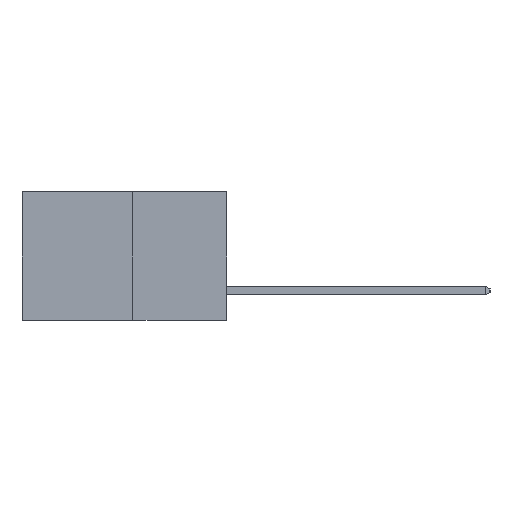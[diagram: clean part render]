
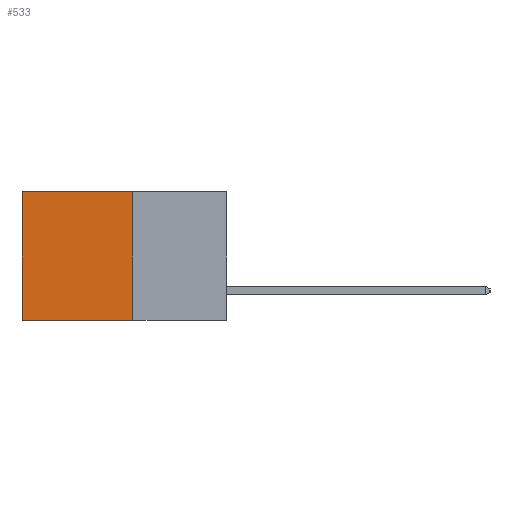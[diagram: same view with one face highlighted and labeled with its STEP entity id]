
A CAD part, left-side view. The second image highlights one B-rep face of the part: STEP entity #533.
In plain terms, the highlighted planar face has unit normal (-1, 0, 0).
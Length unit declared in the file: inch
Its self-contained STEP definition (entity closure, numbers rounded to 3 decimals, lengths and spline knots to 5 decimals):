
#44 = PLANE ( 'NONE',  #8497 ) ;
#97 = CARTESIAN_POINT ( 'NONE',  ( 0.277, 0.27, -0.37 ) ) ;
#216 = CARTESIAN_POINT ( 'NONE',  ( 0.277, 0.59, -0.37 ) ) ;
#413 = LINE ( 'NONE', #3339, #10123 ) ;
#533 = ADVANCED_FACE ( 'NONE', ( #5284 ), #44, .F. ) ;
#582 = ORIENTED_EDGE ( 'NONE', *, *, #6382, .F. ) ;
#838 = EDGE_LOOP ( 'NONE', ( #7145, #6018, #582, #10233 ) ) ;
#1535 = VERTEX_POINT ( 'NONE', #10512 ) ;
#1686 = VECTOR ( 'NONE', #3617, 39.37008 ) ;
#1773 = EDGE_CURVE ( 'NONE', #10449, #1535, #9756, .T. ) ;
#1865 = EDGE_CURVE ( 'NONE', #6024, #9317, #4700, .T. ) ;
#2569 = VECTOR ( 'NONE', #9228, 39.37008 ) ;
#3339 = CARTESIAN_POINT ( 'NONE',  ( 0.277, 0.27, -0.37 ) ) ;
#3575 = VECTOR ( 'NONE', #10239, 39.37008 ) ;
#3617 = DIRECTION ( 'NONE',  ( 0., 1., 0. ) ) ;
#3745 = CARTESIAN_POINT ( 'NONE',  ( 0.277, 0.27, -0.37 ) ) ;
#3803 = CARTESIAN_POINT ( 'NONE',  ( 0.277, 0.27, 0. ) ) ;
#4700 = LINE ( 'NONE', #97, #1686 ) ;
#5284 = FACE_OUTER_BOUND ( 'NONE', #838, .T. ) ;
#5426 = CARTESIAN_POINT ( 'NONE',  ( 0.277, 0.27, 0. ) ) ;
#5673 = CARTESIAN_POINT ( 'NONE',  ( 0.277, 0.59, -0.37 ) ) ;
#6018 = ORIENTED_EDGE ( 'NONE', *, *, #1865, .F. ) ;
#6024 = VERTEX_POINT ( 'NONE', #3745 ) ;
#6262 = LINE ( 'NONE', #216, #3575 ) ;
#6382 = EDGE_CURVE ( 'NONE', #10449, #6024, #413, .T. ) ;
#7145 = ORIENTED_EDGE ( 'NONE', *, *, #9951, .T. ) ;
#8497 = AXIS2_PLACEMENT_3D ( 'NONE', #11455, #8663, #11726 ) ;
#8663 = DIRECTION ( 'NONE',  ( 1., 0., 0. ) ) ;
#9228 = DIRECTION ( 'NONE',  ( 0., 1., 0. ) ) ;
#9317 = VERTEX_POINT ( 'NONE', #5673 ) ;
#9601 = DIRECTION ( 'NONE',  ( 0., 0., -1. ) ) ;
#9756 = LINE ( 'NONE', #3803, #2569 ) ;
#9951 = EDGE_CURVE ( 'NONE', #1535, #9317, #6262, .T. ) ;
#10123 = VECTOR ( 'NONE', #9601, 39.37008 ) ;
#10233 = ORIENTED_EDGE ( 'NONE', *, *, #1773, .T. ) ;
#10239 = DIRECTION ( 'NONE',  ( 0., 0., -1. ) ) ;
#10449 = VERTEX_POINT ( 'NONE', #5426 ) ;
#10512 = CARTESIAN_POINT ( 'NONE',  ( 0.277, 0.59, 0. ) ) ;
#11455 = CARTESIAN_POINT ( 'NONE',  ( 0.277, 0.27, -0.37 ) ) ;
#11726 = DIRECTION ( 'NONE',  ( 0., 0., -1. ) ) ;
